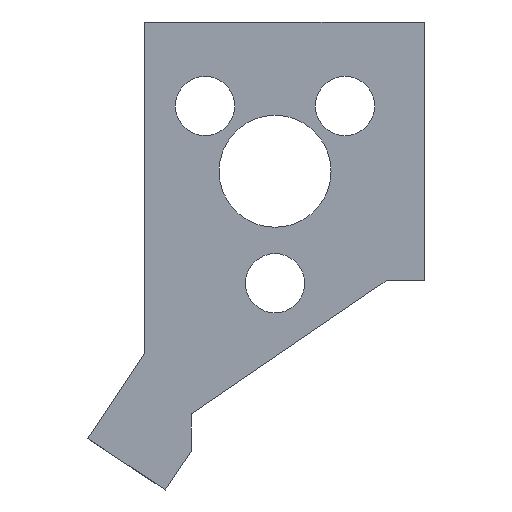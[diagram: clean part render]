
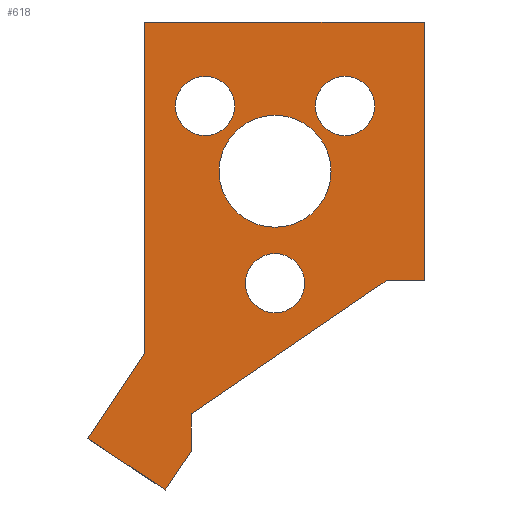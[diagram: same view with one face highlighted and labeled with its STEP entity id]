
A CAD part, front view. The second image highlights one B-rep face of the part: STEP entity #618.
In plain terms, the highlighted planar face has unit normal (0, -1, 0).
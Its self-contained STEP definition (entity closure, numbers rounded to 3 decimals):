
#60 = DIRECTION ( 'NONE',  ( 0., 0., -1. ) ) ;
#78 = DIRECTION ( 'NONE',  ( 0., -1., 0. ) ) ;
#85 = CARTESIAN_POINT ( 'NONE',  ( 0., 0., 0. ) ) ;
#89 = PLANE ( 'NONE',  #724 ) ;
#130 = CARTESIAN_POINT ( 'NONE',  ( -1.625, 0., 2.706 ) ) ;
#131 = CARTESIAN_POINT ( 'NONE',  ( -3.25, 0., 5.75 ) ) ;
#135 = CARTESIAN_POINT ( 'NONE',  ( 0.25, 0., 3.25 ) ) ;
#138 = DIRECTION ( 'NONE',  ( 0., 0., 1. ) ) ;
#139 = DIRECTION ( 'NONE',  ( 0., 1., 0. ) ) ;
#140 = CARTESIAN_POINT ( 'NONE',  ( 0.25, 0., 1.75 ) ) ;
#142 = CARTESIAN_POINT ( 'NONE',  ( 0.25, 0., -2.044 ) ) ;
#143 = CARTESIAN_POINT ( 'NONE',  ( 2.125, 0., 4.294 ) ) ;
#145 = DIRECTION ( 'NONE',  ( 0., 0., 1. ) ) ;
#146 = DIRECTION ( 'NONE',  ( 0., 1., 0. ) ) ;
#147 = CARTESIAN_POINT ( 'NONE',  ( 0.25, 0., -1.25 ) ) ;
#150 = DIRECTION ( 'NONE',  ( 0., 0., 1. ) ) ;
#151 = DIRECTION ( 'NONE',  ( 0., 1., 0. ) ) ;
#152 = CARTESIAN_POINT ( 'NONE',  ( -1.625, 0., 3.5 ) ) ;
#154 = DIRECTION ( 'NONE',  ( 0., 0., 1. ) ) ;
#155 = CARTESIAN_POINT ( 'NONE',  ( 0.25, 0., -0.456 ) ) ;
#156 = CARTESIAN_POINT ( 'NONE',  ( -2.691, 0., -6.79 ) ) ;
#159 = CARTESIAN_POINT ( 'NONE',  ( -4.002, 0., -4.249 ) ) ;
#171 = CARTESIAN_POINT ( 'NONE',  ( 2.125, 0., 3.5 ) ) ;
#176 = DIRECTION ( 'NONE',  ( 0., 0., 1. ) ) ;
#207 = DIRECTION ( 'NONE',  ( 0., 0., -1. ) ) ;
#211 = CARTESIAN_POINT ( 'NONE',  ( 4.25, 0., -5.75 ) ) ;
#212 = DIRECTION ( 'NONE',  ( 1., 0., 0. ) ) ;
#215 = CARTESIAN_POINT ( 'NONE',  ( 4.25, 0., 5.75 ) ) ;
#223 = DIRECTION ( 'NONE',  ( 0., 0., 1. ) ) ;
#224 = DIRECTION ( 'NONE',  ( 0., 1., 0. ) ) ;
#225 = CARTESIAN_POINT ( 'NONE',  ( 0.25, 0., 1.75 ) ) ;
#238 = DIRECTION ( 'NONE',  ( 0., 0., 1. ) ) ;
#239 = CARTESIAN_POINT ( 'NONE',  ( 0.25, 0., -1.25 ) ) ;
#241 = DIRECTION ( 'NONE',  ( 0., 1., 0. ) ) ;
#242 = DIRECTION ( 'NONE',  ( 0., 0., 1. ) ) ;
#243 = DIRECTION ( 'NONE',  ( 0., 1., 0. ) ) ;
#244 = CARTESIAN_POINT ( 'NONE',  ( -1.625, 0., 3.5 ) ) ;
#263 = DIRECTION ( 'NONE',  ( 0., 0., -1. ) ) ;
#267 = CARTESIAN_POINT ( 'NONE',  ( -3.25, 0., -3.122 ) ) ;
#294 = DIRECTION ( 'NONE',  ( 0., 1., 0. ) ) ;
#295 = CARTESIAN_POINT ( 'NONE',  ( -2.691, 0., -6.79 ) ) ;
#299 = DIRECTION ( 'NONE',  ( -0.832, 0., 0.555 ) ) ;
#301 = DIRECTION ( 'NONE',  ( 0.555, 0., 0.832 ) ) ;
#303 = CARTESIAN_POINT ( 'NONE',  ( 2.125, 0., 3.5 ) ) ;
#311 = DIRECTION ( 'NONE',  ( -0.555, 0., -0.832 ) ) ;
#314 = CARTESIAN_POINT ( 'NONE',  ( -1.998, 0., -4.75 ) ) ;
#315 = DIRECTION ( 'NONE',  ( 0.826, 0., 0.563 ) ) ;
#318 = CARTESIAN_POINT ( 'NONE',  ( -1.998, 0., -5.75 ) ) ;
#319 = DIRECTION ( 'NONE',  ( 0., 0., 1. ) ) ;
#323 = DIRECTION ( 'NONE',  ( 1., 0., 0. ) ) ;
#326 = CARTESIAN_POINT ( 'NONE',  ( 3.25, 0., -1.171 ) ) ;
#330 = DIRECTION ( 'NONE',  ( 0., 1., 0. ) ) ;
#369 = CIRCLE ( 'NONE', #695, 1.5 ) ;
#370 = CIRCLE ( 'NONE', #696, 0.794 ) ;
#371 = CIRCLE ( 'NONE', #697, 0.794 ) ;
#372 = VECTOR ( 'NONE', #323, 1000. ) ;
#373 = CIRCLE ( 'NONE', #698, 0.794 ) ;
#375 = LINE ( 'NONE', #326, #372 ) ;
#379 = VECTOR ( 'NONE', #319, 1000. ) ;
#382 = LINE ( 'NONE', #318, #379 ) ;
#383 = VECTOR ( 'NONE', #315, 1000. ) ;
#386 = LINE ( 'NONE', #314, #383 ) ;
#387 = VECTOR ( 'NONE', #311, 1000. ) ;
#390 = LINE ( 'NONE', #156, #387 ) ;
#397 = VECTOR ( 'NONE', #301, 1000. ) ;
#399 = VECTOR ( 'NONE', #299, 1000. ) ;
#401 = LINE ( 'NONE', #159, #397 ) ;
#403 = LINE ( 'NONE', #295, #399 ) ;
#440 = VECTOR ( 'NONE', #263, 1000. ) ;
#446 = LINE ( 'NONE', #267, #440 ) ;
#455 = VECTOR ( 'NONE', #207, 1000. ) ;
#459 = VECTOR ( 'NONE', #212, 1000. ) ;
#460 = LINE ( 'NONE', #211, #455 ) ;
#464 = LINE ( 'NONE', #215, #459 ) ;
#473 = CIRCLE ( 'NONE', #708, 1.5 ) ;
#484 = CIRCLE ( 'NONE', #711, 0.794 ) ;
#490 = CIRCLE ( 'NONE', #713, 0.794 ) ;
#492 = CIRCLE ( 'NONE', #720, 0.794 ) ;
#507 = FACE_BOUND ( 'NONE', #992, .T. ) ;
#508 = FACE_BOUND ( 'NONE', #973, .T. ) ;
#509 = FACE_BOUND ( 'NONE', #998, .T. ) ;
#510 = FACE_OUTER_BOUND ( 'NONE', #974, .T. ) ;
#513 = FACE_BOUND ( 'NONE', #1000, .T. ) ;
#538 = CARTESIAN_POINT ( 'NONE',  ( 4.25, 0., -1.171 ) ) ;
#566 = CARTESIAN_POINT ( 'NONE',  ( -1.625, 0., 4.294 ) ) ;
#570 = CARTESIAN_POINT ( 'NONE',  ( 0.25, 0., 0.25 ) ) ;
#573 = CARTESIAN_POINT ( 'NONE',  ( 4.25, 0., 5.75 ) ) ;
#574 = CARTESIAN_POINT ( 'NONE',  ( -2.691, 0., -6.79 ) ) ;
#576 = CARTESIAN_POINT ( 'NONE',  ( 3.25, 0., -1.171 ) ) ;
#580 = CARTESIAN_POINT ( 'NONE',  ( -4.771, 0., -5.403 ) ) ;
#583 = CARTESIAN_POINT ( 'NONE',  ( -1.998, 0., -5.75 ) ) ;
#585 = CARTESIAN_POINT ( 'NONE',  ( -3.25, 0., -3.122 ) ) ;
#587 = CARTESIAN_POINT ( 'NONE',  ( 2.125, 0., 2.706 ) ) ;
#591 = CARTESIAN_POINT ( 'NONE',  ( -1.998, 0., -4.75 ) ) ;
#618 = ADVANCED_FACE ( 'NONE', ( #510, #507, #509, #508, #513 ), #89, .T. ) ;
#645 = EDGE_CURVE ( 'NONE', #830, #776, #492, .T. ) ;
#649 = EDGE_CURVE ( 'NONE', #787, #834, #490, .T. ) ;
#657 = EDGE_CURVE ( 'NONE', #779, #775, #484, .T. ) ;
#663 = EDGE_CURVE ( 'NONE', #829, #783, #473, .T. ) ;
#669 = EDGE_CURVE ( 'NONE', #786, #796, #464, .T. ) ;
#671 = EDGE_CURVE ( 'NONE', #796, #793, #460, .T. ) ;
#683 = EDGE_CURVE ( 'NONE', #786, #802, #446, .T. ) ;
#695 = AXIS2_PLACEMENT_3D ( 'NONE', #140, #139, #138 ) ;
#696 = AXIS2_PLACEMENT_3D ( 'NONE', #147, #146, #145 ) ;
#697 = AXIS2_PLACEMENT_3D ( 'NONE', #152, #151, #150 ) ;
#698 = AXIS2_PLACEMENT_3D ( 'NONE', #303, #330, #154 ) ;
#708 = AXIS2_PLACEMENT_3D ( 'NONE', #225, #224, #223 ) ;
#711 = AXIS2_PLACEMENT_3D ( 'NONE', #239, #241, #238 ) ;
#713 = AXIS2_PLACEMENT_3D ( 'NONE', #244, #243, #242 ) ;
#720 = AXIS2_PLACEMENT_3D ( 'NONE', #171, #294, #176 ) ;
#724 = AXIS2_PLACEMENT_3D ( 'NONE', #85, #78, #60 ) ;
#752 = EDGE_CURVE ( 'NONE', #801, #799, #403, .T. ) ;
#753 = EDGE_CURVE ( 'NONE', #799, #802, #401, .T. ) ;
#758 = EDGE_CURVE ( 'NONE', #800, #801, #390, .T. ) ;
#760 = EDGE_CURVE ( 'NONE', #805, #806, #386, .T. ) ;
#762 = EDGE_CURVE ( 'NONE', #800, #805, #382, .T. ) ;
#766 = EDGE_CURVE ( 'NONE', #806, #793, #375, .T. ) ;
#767 = EDGE_CURVE ( 'NONE', #776, #830, #373, .T. ) ;
#768 = EDGE_CURVE ( 'NONE', #834, #787, #371, .T. ) ;
#769 = EDGE_CURVE ( 'NONE', #775, #779, #370, .T. ) ;
#770 = EDGE_CURVE ( 'NONE', #783, #829, #369, .T. ) ;
#775 = VERTEX_POINT ( 'NONE', #155 ) ;
#776 = VERTEX_POINT ( 'NONE', #143 ) ;
#779 = VERTEX_POINT ( 'NONE', #142 ) ;
#783 = VERTEX_POINT ( 'NONE', #135 ) ;
#786 = VERTEX_POINT ( 'NONE', #131 ) ;
#787 = VERTEX_POINT ( 'NONE', #130 ) ;
#793 = VERTEX_POINT ( 'NONE', #538 ) ;
#796 = VERTEX_POINT ( 'NONE', #573 ) ;
#799 = VERTEX_POINT ( 'NONE', #580 ) ;
#800 = VERTEX_POINT ( 'NONE', #583 ) ;
#801 = VERTEX_POINT ( 'NONE', #574 ) ;
#802 = VERTEX_POINT ( 'NONE', #585 ) ;
#805 = VERTEX_POINT ( 'NONE', #591 ) ;
#806 = VERTEX_POINT ( 'NONE', #576 ) ;
#829 = VERTEX_POINT ( 'NONE', #570 ) ;
#830 = VERTEX_POINT ( 'NONE', #587 ) ;
#834 = VERTEX_POINT ( 'NONE', #566 ) ;
#841 = ORIENTED_EDGE ( 'NONE', *, *, #683, .T. ) ;
#842 = ORIENTED_EDGE ( 'NONE', *, *, #753, .F. ) ;
#843 = ORIENTED_EDGE ( 'NONE', *, *, #752, .F. ) ;
#844 = ORIENTED_EDGE ( 'NONE', *, *, #758, .F. ) ;
#845 = ORIENTED_EDGE ( 'NONE', *, *, #762, .T. ) ;
#846 = ORIENTED_EDGE ( 'NONE', *, *, #760, .T. ) ;
#847 = ORIENTED_EDGE ( 'NONE', *, *, #766, .T. ) ;
#848 = ORIENTED_EDGE ( 'NONE', *, *, #671, .F. ) ;
#849 = ORIENTED_EDGE ( 'NONE', *, *, #669, .F. ) ;
#850 = ORIENTED_EDGE ( 'NONE', *, *, #767, .T. ) ;
#851 = ORIENTED_EDGE ( 'NONE', *, *, #645, .T. ) ;
#852 = ORIENTED_EDGE ( 'NONE', *, *, #768, .T. ) ;
#853 = ORIENTED_EDGE ( 'NONE', *, *, #649, .T. ) ;
#854 = ORIENTED_EDGE ( 'NONE', *, *, #769, .T. ) ;
#855 = ORIENTED_EDGE ( 'NONE', *, *, #657, .T. ) ;
#856 = ORIENTED_EDGE ( 'NONE', *, *, #770, .T. ) ;
#857 = ORIENTED_EDGE ( 'NONE', *, *, #663, .T. ) ;
#973 = EDGE_LOOP ( 'NONE', ( #854, #855 ) ) ;
#974 = EDGE_LOOP ( 'NONE', ( #841, #842, #843, #844, #845, #846, #847, #848, #849 ) ) ;
#992 = EDGE_LOOP ( 'NONE', ( #850, #851 ) ) ;
#998 = EDGE_LOOP ( 'NONE', ( #852, #853 ) ) ;
#1000 = EDGE_LOOP ( 'NONE', ( #856, #857 ) ) ;
